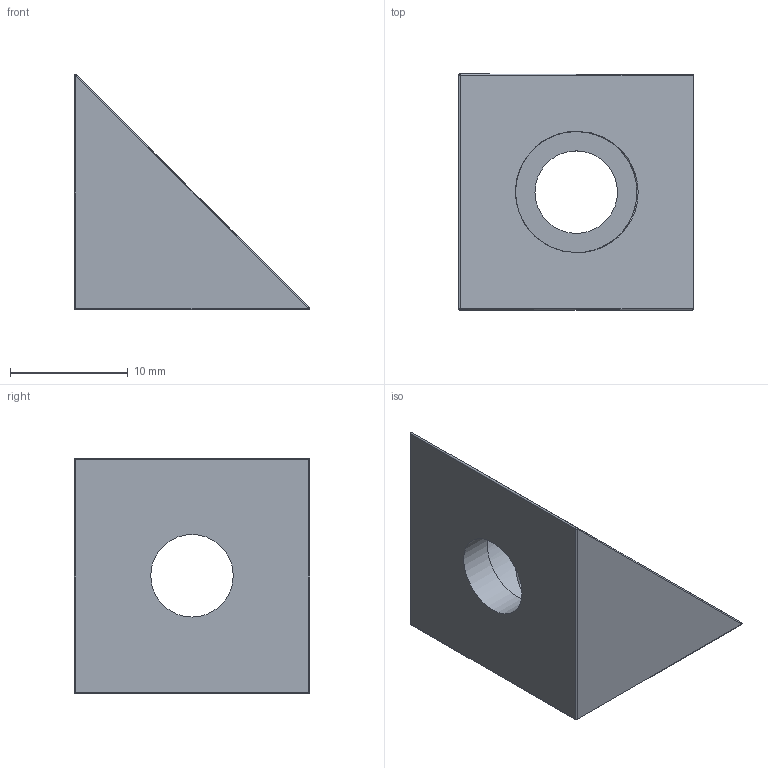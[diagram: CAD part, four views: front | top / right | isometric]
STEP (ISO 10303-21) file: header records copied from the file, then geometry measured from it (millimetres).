
FILE_DESCRIPTION(/* description */ (''),/* implementation_level */ '2;1');
FILE_NAME(/* name */ '90 DEGREE ANGLE CORNER CONNECTOR (20.2).stp',/* time_stamp */ '2023-03-01T15:17:41+02:00',/* author */ ('arnold.brand'),/* organization */ (''),/* preprocessor_version */ 'ST-DEVELOPER v19.2',/* originating_system */ 'Autodesk Inventor 2023',/* authorisation */ '');
FILE_SCHEMA (('AUTOMOTIVE_DESIGN { 1 0 10303 214 3 1 1 }'));
Length unit declared in the file: millimetre
Products named in the file (1): 90 DEGREE ANGLE CORNER CONNECTOR (20.2)
Bounding box: 19.96 x 20 x 19.96 mm (x, y, z)
Volume: 2984.3 mm3; surface area: 2032.4 mm2
Topology: 1 solids, 1 shells, 28 faces, 54 edges, 29 vertices
Faces by surface type: cylinder 15, plane 7, sphere 6
Full cylindrical faces by diameter (mm): 7 x2, 10.3 x2
Entity records: 753 total; most frequent: DIRECTION 144, CARTESIAN_POINT 112, ORIENTED_EDGE 108, AXIS2_PLACEMENT_3D 61, EDGE_CURVE 54, EDGE_LOOP 33, VERTEX_POINT 29, FACE_OUTER_BOUND 28
